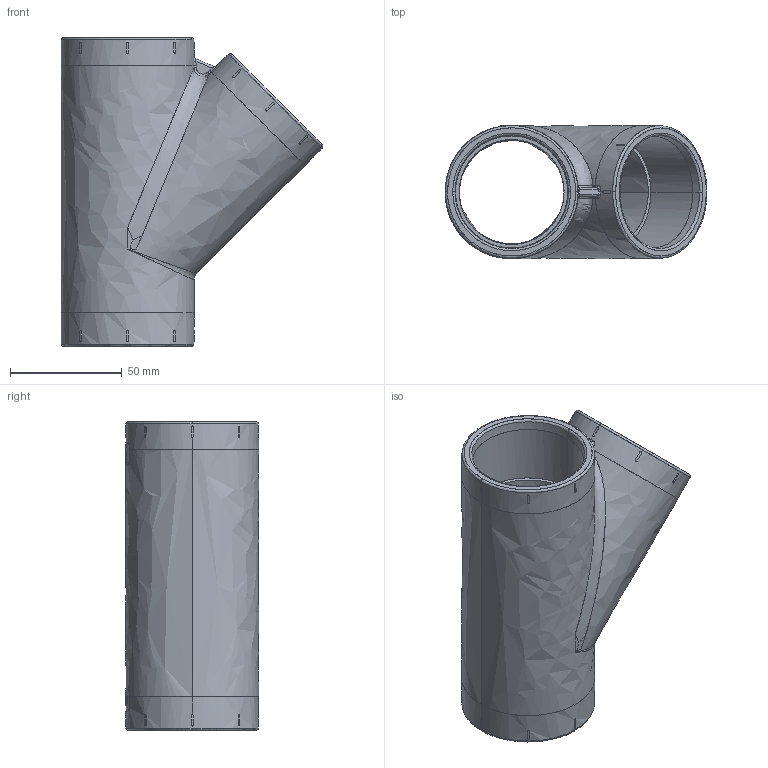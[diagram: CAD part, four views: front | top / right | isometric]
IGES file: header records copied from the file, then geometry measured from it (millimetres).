
Start section: SolidWorks IGES file using NURBS representation for surfaces
Global section: file name: 01 05 1344 050.IGS; native system: SolidWorks 2016; preprocessor: SolidWorks 2016; author: Fabio; date: 160713.161044; units: millimetre
Bounding box: 117.15 x 59.68 x 138 mm (x, y, z)
Surface area: 64713.2 mm2 (no closed solid volume)
Topology: 0 solids, 0 shells, 452 faces, 6596 edges, 6592 vertices
Faces by surface type: bspline 452
